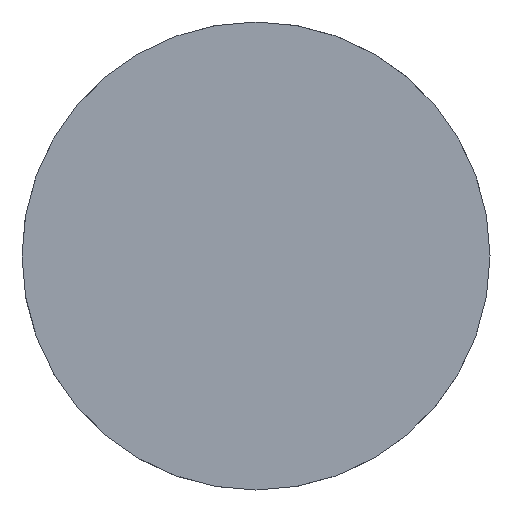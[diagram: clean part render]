
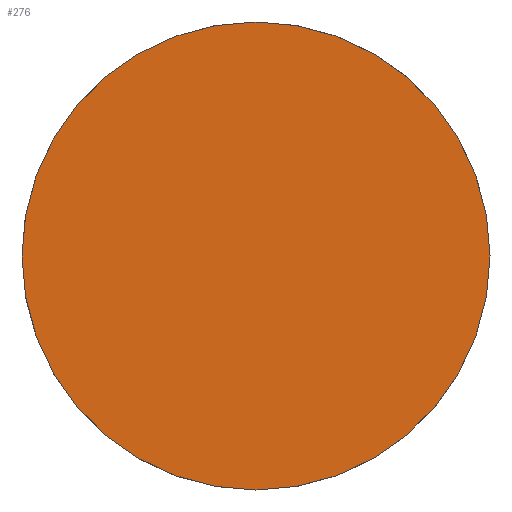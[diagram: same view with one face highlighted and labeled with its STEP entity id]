
A CAD part, left-side view. The second image highlights one B-rep face of the part: STEP entity #276.
In plain terms, the highlighted planar face has unit normal (-1, 0, 0).
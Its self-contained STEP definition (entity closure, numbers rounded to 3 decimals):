
#44=PLANE('',#348);
#58=FACE_OUTER_BOUND('',#76,.T.);
#76=EDGE_LOOP('',(#243));
#120=CIRCLE('',#349,27.5);
#147=VERTEX_POINT('',#973);
#180=EDGE_CURVE('',#147,#147,#120,.T.);
#243=ORIENTED_EDGE('',*,*,#180,.T.);
#276=ADVANCED_FACE('',(#58),#44,.T.);
#348=AXIS2_PLACEMENT_3D('',#972,#433,#434);
#349=AXIS2_PLACEMENT_3D('',#974,#435,#436);
#433=DIRECTION('center_axis',(-1.,0.,0.));
#434=DIRECTION('ref_axis',(0.,0.,1.));
#435=DIRECTION('center_axis',(-1.,0.,0.));
#436=DIRECTION('ref_axis',(0.,-1.,0.));
#972=CARTESIAN_POINT('Origin',(17.98,0.,0.));
#973=CARTESIAN_POINT('',(17.98,-27.5,0.));
#974=CARTESIAN_POINT('Origin',(17.98,0.,0.));
